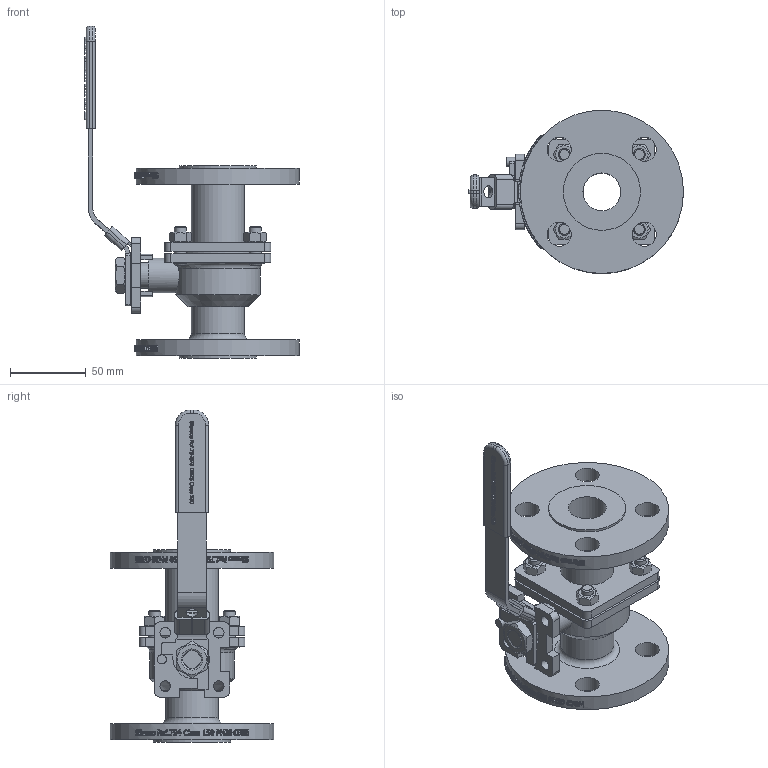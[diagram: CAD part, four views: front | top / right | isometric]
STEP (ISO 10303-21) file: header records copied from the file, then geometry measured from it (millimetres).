
FILE_DESCRIPTION(/* description */ ('794025'),/* implementation_level */ '2;1');
FILE_NAME(/* name */ '794025.stp',/* time_stamp */ '2017-06-30T15:23:33+02:00',/* author */ ('jmorand'),/* organization */ ('Sferaco'),/* preprocessor_version */ 'ST-DEVELOPER v16.5',/* originating_system */ 'Autodesk Inventor 2017',/* authorisation */ '');
FILE_SCHEMA (('CONFIG_CONTROL_DESIGN'));
Products named in the file (1): 794025_bd
Bounding box: 142.2 x 108 x 219.6 mm (x, y, z)
Volume: 350815 mm3; surface area: 103690.6 mm2
Topology: 1 solids, 5 shells, 1773 faces, 4861 edges, 3233 vertices
Faces by surface type: bspline 848, plane 717, cylinder 174, cone 28, torus 6
Full cylindrical faces by diameter (mm): 6 x1, 7 x4, 8 x17, 16 x8, 17 x1, 23 x2, 25 x1, 35 x2, 51 x2, 52 x1, 56 x1, 108 x2
Entity records: 74041 total; most frequent: CARTESIAN_POINT 32910, ORIENTED_EDGE 9540, DIRECTION 5515, EDGE_CURVE 4770, VERTEX_POINT 3209, LINE 2403, VECTOR 2403, EDGE_LOOP 2027
